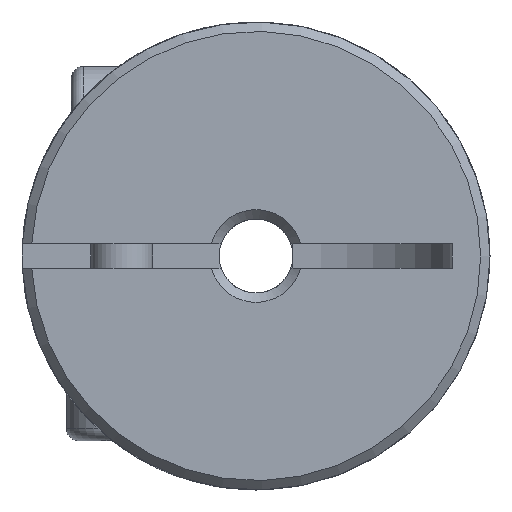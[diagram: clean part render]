
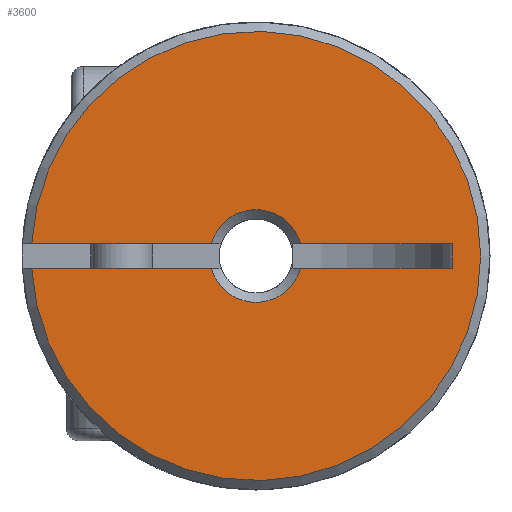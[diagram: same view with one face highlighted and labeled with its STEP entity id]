
A CAD part, left-side view. The second image highlights one B-rep face of the part: STEP entity #3600.
In plain terms, the highlighted planar face has unit normal (-1, 0, 0).
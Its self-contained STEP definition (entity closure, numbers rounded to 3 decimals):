
#586 = AXIS2_PLACEMENT_3D ( 'NONE', #1668, #1678, #1679 ) ;
#672 = AXIS2_PLACEMENT_3D ( 'NONE', #2624, #2626, #2627 ) ;
#682 = AXIS2_PLACEMENT_3D ( 'NONE', #2648, #2688, #2689 ) ;
#687 = AXIS2_PLACEMENT_3D ( 'NONE', #2703, #2707, #2708 ) ;
#1213 = FACE_OUTER_BOUND ( 'NONE', #3944, .T. ) ;
#1468 = CARTESIAN_POINT ( 'NONE',  ( -13.5, 1.813, -0.5 ) ) ;
#1469 = CARTESIAN_POINT ( 'NONE',  ( -13.5, -1.813, -0.5 ) ) ;
#1474 = CARTESIAN_POINT ( 'NONE',  ( -13.5, -1.813, 0.5 ) ) ;
#1475 = CARTESIAN_POINT ( 'NONE',  ( -13.5, -7.964, 0.5 ) ) ;
#1476 = CARTESIAN_POINT ( 'NONE',  ( -13.5, -7.964, -0.5 ) ) ;
#1477 = CARTESIAN_POINT ( 'NONE',  ( -13.5, 9.105, -0.5 ) ) ;
#1478 = CARTESIAN_POINT ( 'NONE',  ( -13.5, 9.105, 0.5 ) ) ;
#1479 = CARTESIAN_POINT ( 'NONE',  ( -13.5, 1.813, 0.5 ) ) ;
#1668 = CARTESIAN_POINT ( 'NONE',  ( -13.5, 0., 0. ) ) ;
#1675 = PLANE ( 'NONE',  #586 ) ;
#1678 = DIRECTION ( 'NONE',  ( -1., 0., 0. ) ) ;
#1679 = DIRECTION ( 'NONE',  ( 0., -1., 0. ) ) ;
#2304 = CIRCLE ( 'NONE', #672, 1.881 ) ;
#2305 = LINE ( 'NONE', #2700, #2323 ) ;
#2309 = LINE ( 'NONE', #2694, #2312 ) ;
#2312 = VECTOR ( 'NONE', #2695, 1000. ) ;
#2314 = LINE ( 'NONE', #2698, #2317 ) ;
#2316 = CIRCLE ( 'NONE', #682, 1.881 ) ;
#2317 = VECTOR ( 'NONE', #2699, 1000. ) ;
#2320 = LINE ( 'NONE', #2691, #2322 ) ;
#2322 = VECTOR ( 'NONE', #2702, 1000. ) ;
#2323 = VECTOR ( 'NONE', #2704, 1000. ) ;
#2325 = LINE ( 'NONE', #2705, #2326 ) ;
#2326 = VECTOR ( 'NONE', #2706, 1000. ) ;
#2329 = CIRCLE ( 'NONE', #687, 9.119 ) ;
#2624 = CARTESIAN_POINT ( 'NONE',  ( -13.5, 0., 0. ) ) ;
#2626 = DIRECTION ( 'NONE',  ( -1., 0., 0. ) ) ;
#2627 = DIRECTION ( 'NONE',  ( 0., -1., 0. ) ) ;
#2648 = CARTESIAN_POINT ( 'NONE',  ( -13.5, 0., 0. ) ) ;
#2688 = DIRECTION ( 'NONE',  ( -1., 0., 0. ) ) ;
#2689 = DIRECTION ( 'NONE',  ( 0., -1., 0. ) ) ;
#2691 = CARTESIAN_POINT ( 'NONE',  ( -13.5, -7.964, -10.731 ) ) ;
#2694 = CARTESIAN_POINT ( 'NONE',  ( -13.5, 0., -0.5 ) ) ;
#2695 = DIRECTION ( 'NONE',  ( 0., -1., 0. ) ) ;
#2698 = CARTESIAN_POINT ( 'NONE',  ( -13.5, -7.964, -0.5 ) ) ;
#2699 = DIRECTION ( 'NONE',  ( 0., 1., 0. ) ) ;
#2700 = CARTESIAN_POINT ( 'NONE',  ( -13.5, -7.964, 0.5 ) ) ;
#2702 = DIRECTION ( 'NONE',  ( 0., 0., 1. ) ) ;
#2703 = CARTESIAN_POINT ( 'NONE',  ( -13.5, 0., 0. ) ) ;
#2704 = DIRECTION ( 'NONE',  ( 0., -1., 0. ) ) ;
#2705 = CARTESIAN_POINT ( 'NONE',  ( -13.5, 0., 0.5 ) ) ;
#2706 = DIRECTION ( 'NONE',  ( 0., -1., 0. ) ) ;
#2707 = DIRECTION ( 'NONE',  ( 1., 0., 0. ) ) ;
#2708 = DIRECTION ( 'NONE',  ( 0., -1., 0. ) ) ;
#3523 = VERTEX_POINT ( 'NONE', #1468 ) ;
#3524 = VERTEX_POINT ( 'NONE', #1469 ) ;
#3529 = VERTEX_POINT ( 'NONE', #1474 ) ;
#3530 = VERTEX_POINT ( 'NONE', #1475 ) ;
#3531 = VERTEX_POINT ( 'NONE', #1476 ) ;
#3532 = VERTEX_POINT ( 'NONE', #1477 ) ;
#3533 = VERTEX_POINT ( 'NONE', #1478 ) ;
#3534 = VERTEX_POINT ( 'NONE', #1479 ) ;
#3600 = ADVANCED_FACE ( 'NONE', ( #1213 ), #1675, .T. ) ;
#3944 = EDGE_LOOP ( 'NONE', ( #4044, #4045, #4046, #4047, #4048, #4049, #4050, #4051 ) ) ;
#4044 = ORIENTED_EDGE ( 'NONE', *, *, #4723, .T. ) ;
#4045 = ORIENTED_EDGE ( 'NONE', *, *, #4722, .F. ) ;
#4046 = ORIENTED_EDGE ( 'NONE', *, *, #4721, .T. ) ;
#4047 = ORIENTED_EDGE ( 'NONE', *, *, #4707, .F. ) ;
#4048 = ORIENTED_EDGE ( 'NONE', *, *, #4719, .F. ) ;
#4049 = ORIENTED_EDGE ( 'NONE', *, *, #4725, .F. ) ;
#4050 = ORIENTED_EDGE ( 'NONE', *, *, #4724, .T. ) ;
#4051 = ORIENTED_EDGE ( 'NONE', *, *, #4717, .F. ) ;
#4707 = EDGE_CURVE ( 'NONE', #3523, #3524, #2304, .T. ) ;
#4717 = EDGE_CURVE ( 'NONE', #3529, #3534, #2316, .T. ) ;
#4719 = EDGE_CURVE ( 'NONE', #3532, #3523, #2309, .T. ) ;
#4721 = EDGE_CURVE ( 'NONE', #3531, #3524, #2314, .T. ) ;
#4722 = EDGE_CURVE ( 'NONE', #3531, #3530, #2320, .T. ) ;
#4723 = EDGE_CURVE ( 'NONE', #3529, #3530, #2305, .T. ) ;
#4724 = EDGE_CURVE ( 'NONE', #3533, #3534, #2325, .T. ) ;
#4725 = EDGE_CURVE ( 'NONE', #3533, #3532, #2329, .T. ) ;
